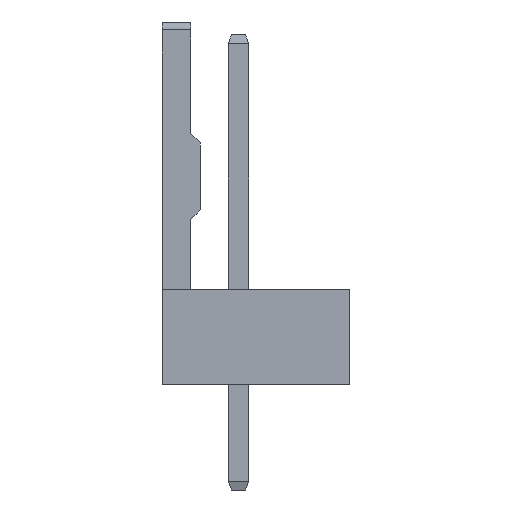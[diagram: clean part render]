
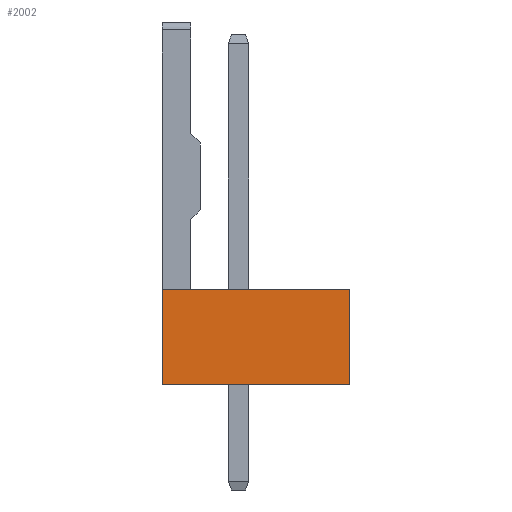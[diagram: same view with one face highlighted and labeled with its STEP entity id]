
A CAD part, left-side view. The second image highlights one B-rep face of the part: STEP entity #2002.
In plain terms, the highlighted planar face has unit normal (-1, 0, 0).
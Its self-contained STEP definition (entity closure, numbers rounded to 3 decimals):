
#125=FACE_OUTER_BOUND('',#235,.T.);
#235=EDGE_LOOP('',(#1496,#1497,#1498,#1499));
#404=LINE('',#3049,#658);
#410=LINE('',#3063,#664);
#416=LINE('',#3073,#670);
#429=LINE('',#3100,#683);
#658=VECTOR('',#2517,1000.);
#664=VECTOR('',#2529,1000.);
#670=VECTOR('',#2537,1000.);
#683=VECTOR('',#2562,1000.);
#876=VERTEX_POINT('',#3046);
#877=VERTEX_POINT('',#3048);
#881=VERTEX_POINT('',#3060);
#882=VERTEX_POINT('',#3062);
#1079=EDGE_CURVE('',#876,#877,#404,.T.);
#1086=EDGE_CURVE('',#882,#881,#410,.T.);
#1092=EDGE_CURVE('',#881,#877,#416,.T.);
#1105=EDGE_CURVE('',#876,#882,#429,.T.);
#1496=ORIENTED_EDGE('',*,*,#1092,.T.);
#1497=ORIENTED_EDGE('',*,*,#1079,.F.);
#1498=ORIENTED_EDGE('',*,*,#1105,.T.);
#1499=ORIENTED_EDGE('',*,*,#1086,.T.);
#1787=PLANE('',#2239);
#2002=ADVANCED_FACE('',(#125),#1787,.T.);
#2239=AXIS2_PLACEMENT_3D('',#3101,#2563,#2564);
#2517=DIRECTION('',(0.,0.,1.));
#2529=DIRECTION('',(0.,0.,1.));
#2537=DIRECTION('',(0.,1.,0.));
#2562=DIRECTION('',(0.,-1.,0.));
#2563=DIRECTION('center_axis',(-1.,0.,0.));
#2564=DIRECTION('ref_axis',(0.,0.,1.));
#3046=CARTESIAN_POINT('',(-1.27,2.4,0.));
#3048=CARTESIAN_POINT('',(-1.27,2.4,3.));
#3049=CARTESIAN_POINT('',(-1.27,2.4,0.));
#3060=CARTESIAN_POINT('',(-1.27,-3.5,3.));
#3062=CARTESIAN_POINT('',(-1.27,-3.5,0.));
#3063=CARTESIAN_POINT('',(-1.27,-3.5,0.));
#3073=CARTESIAN_POINT('',(-1.27,2.4,3.));
#3100=CARTESIAN_POINT('',(-1.27,2.4,0.));
#3101=CARTESIAN_POINT('Origin',(-1.27,2.4,0.));
